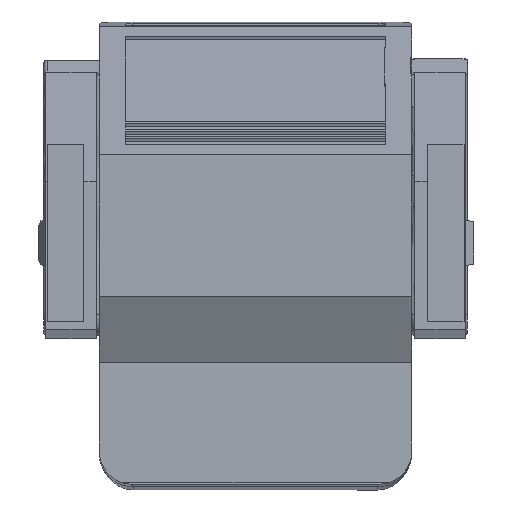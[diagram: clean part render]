
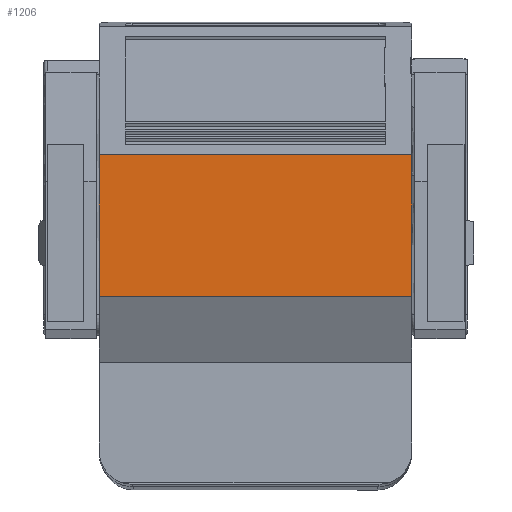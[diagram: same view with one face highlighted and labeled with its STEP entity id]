
A CAD part, front view. The second image highlights one B-rep face of the part: STEP entity #1206.
In plain terms, the highlighted planar face has unit normal (0, -1, 0).
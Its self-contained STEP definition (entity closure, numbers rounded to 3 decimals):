
#308 = EDGE_LOOP ( 'NONE', ( #4074, #4075, #4073, #4076 ) ) ;
#1206 = ADVANCED_FACE ( 'NONE', ( #18718 ), #6492, .F. ) ;
#3144 = VERTEX_POINT ( 'NONE', #11244 ) ;
#3145 = VERTEX_POINT ( 'NONE', #11245 ) ;
#3218 = VERTEX_POINT ( 'NONE', #11318 ) ;
#3219 = VERTEX_POINT ( 'NONE', #11319 ) ;
#3379 = EDGE_CURVE ( 'NONE', #3145, #3144, #11746, .T. ) ;
#3472 = EDGE_CURVE ( 'NONE', #3218, #3144, #12039, .T. ) ;
#3473 = EDGE_CURVE ( 'NONE', #3219, #3218, #12042, .T. ) ;
#3474 = EDGE_CURVE ( 'NONE', #3145, #3219, #12045, .T. ) ;
#4073 = ORIENTED_EDGE ( 'NONE', *, *, #3473, .F. ) ;
#4074 = ORIENTED_EDGE ( 'NONE', *, *, #3379, .T. ) ;
#4075 = ORIENTED_EDGE ( 'NONE', *, *, #3472, .F. ) ;
#4076 = ORIENTED_EDGE ( 'NONE', *, *, #3474, .F. ) ;
#6492 = PLANE ( 'NONE',  #18721 ) ;
#6493 = CARTESIAN_POINT ( 'NONE',  ( 555.5, 237.341, -16.355 ) ) ;
#6494 = DIRECTION ( 'NONE',  ( 0., 1., 0. ) ) ;
#6495 = DIRECTION ( 'NONE',  ( 0., 0., 1. ) ) ;
#10795 = VECTOR ( 'NONE', #11748, 1000. ) ;
#10887 = VECTOR ( 'NONE', #12041, 1000. ) ;
#10888 = VECTOR ( 'NONE', #12044, 1000. ) ;
#10889 = VECTOR ( 'NONE', #12047, 1000. ) ;
#11244 = CARTESIAN_POINT ( 'NONE',  ( 79.5, 237.341, -16.355 ) ) ;
#11245 = CARTESIAN_POINT ( 'NONE',  ( 555.5, 237.341, -16.355 ) ) ;
#11318 = CARTESIAN_POINT ( 'NONE',  ( 79.5, 237.341, -231.634 ) ) ;
#11319 = CARTESIAN_POINT ( 'NONE',  ( 555.5, 237.341, -231.634 ) ) ;
#11746 = LINE ( 'NONE', #11747, #10795 ) ;
#11747 = CARTESIAN_POINT ( 'NONE',  ( 555.5, 237.341, -16.355 ) ) ;
#11748 = DIRECTION ( 'NONE',  ( -1., 0., 0. ) ) ;
#12039 = LINE ( 'NONE', #12040, #10887 ) ;
#12040 = CARTESIAN_POINT ( 'NONE',  ( 79.5, 237.341, -118.789 ) ) ;
#12041 = DIRECTION ( 'NONE',  ( 0., 0., 1. ) ) ;
#12042 = LINE ( 'NONE', #12043, #10888 ) ;
#12043 = CARTESIAN_POINT ( 'NONE',  ( 555.5, 237.341, -231.634 ) ) ;
#12044 = DIRECTION ( 'NONE',  ( -1., 0., 0. ) ) ;
#12045 = LINE ( 'NONE', #12046, #10889 ) ;
#12046 = CARTESIAN_POINT ( 'NONE',  ( 555.5, 237.341, -16.355 ) ) ;
#12047 = DIRECTION ( 'NONE',  ( 0., 0., -1. ) ) ;
#18718 = FACE_OUTER_BOUND ( 'NONE', #308, .T. ) ;
#18721 = AXIS2_PLACEMENT_3D ( 'NONE', #6493, #6494, #6495 ) ;
